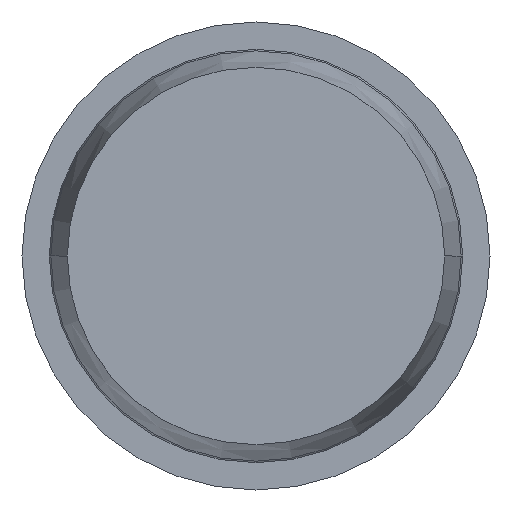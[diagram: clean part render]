
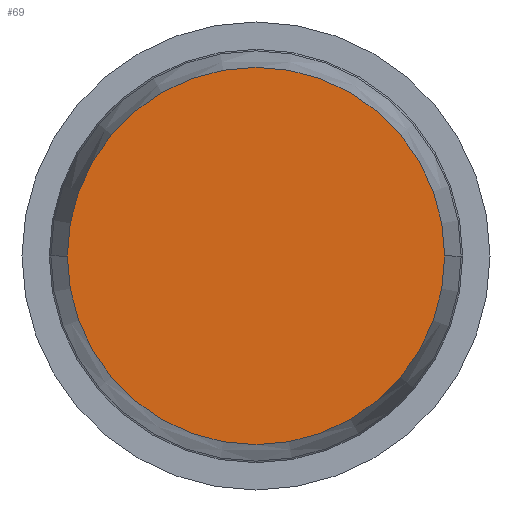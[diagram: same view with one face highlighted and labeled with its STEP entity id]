
A CAD part, front view. The second image highlights one B-rep face of the part: STEP entity #69.
In plain terms, the highlighted planar face has unit normal (0, -1, 0).
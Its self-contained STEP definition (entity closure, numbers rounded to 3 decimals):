
#69 = ADVANCED_FACE ( 'Defeature ausgef�hrt1_2', ( #5178 ), #1051, .T. ) ;
#306 = VERTEX_POINT ( 'NONE', #2448 ) ;
#331 = CARTESIAN_POINT ( 'NONE',  ( 0., -19., 0. ) ) ;
#1051 = PLANE ( 'NONE',  #3328 ) ;
#1357 = EDGE_CURVE ( 'Defeature ausgef�hrt1_2+Defeature ausgef�hrt1_11+Defeature ausgef�hrt1_11+Defeature ausgef�hrt1_11', #2719, #306, #2650, .T. ) ;
#1456 = AXIS2_PLACEMENT_3D ( 'NONE', #3466, #4259, #1859 ) ;
#1760 = AXIS2_PLACEMENT_3D ( 'NONE', #331, #3539, #1902 ) ;
#1826 = DIRECTION ( 'NONE',  ( 0., -1., 0. ) ) ;
#1853 = CARTESIAN_POINT ( 'NONE',  ( 0., -19., 0. ) ) ;
#1859 = DIRECTION ( 'NONE',  ( 1., 0., 0. ) ) ;
#1902 = DIRECTION ( 'NONE',  ( 1., 0., 0. ) ) ;
#2448 = CARTESIAN_POINT ( 'NONE',  ( -1.209, -19., 0. ) ) ;
#2568 = CARTESIAN_POINT ( 'NONE',  ( 1.209, -19., 0. ) ) ;
#2601 = ORIENTED_EDGE ( 'NONE', *, *, #1357, .T. ) ;
#2650 = CIRCLE ( 'NONE', #1456, 1.209 ) ;
#2719 = VERTEX_POINT ( 'NONE', #2568 ) ;
#3237 = ORIENTED_EDGE ( 'NONE', *, *, #4628, .T. ) ;
#3328 = AXIS2_PLACEMENT_3D ( 'NONE', #1853, #1826, #3887 ) ;
#3466 = CARTESIAN_POINT ( 'NONE',  ( 0., -19., 0. ) ) ;
#3539 = DIRECTION ( 'NONE',  ( 0., -1., 0. ) ) ;
#3887 = DIRECTION ( 'NONE',  ( 1., 0., 0. ) ) ;
#4002 = CIRCLE ( 'NONE', #1760, 1.209 ) ;
#4259 = DIRECTION ( 'NONE',  ( 0., -1., 0. ) ) ;
#4588 = EDGE_LOOP ( 'NONE', ( #3237, #2601 ) ) ;
#4628 = EDGE_CURVE ( 'Defeature ausgef�hrt1_2+Defeature ausgef�hrt1_11+Defeature ausgef�hrt1_11+Defeature ausgef�hrt1_11', #306, #2719, #4002, .T. ) ;
#5178 = FACE_OUTER_BOUND ( 'NONE', #4588, .T. ) ;
